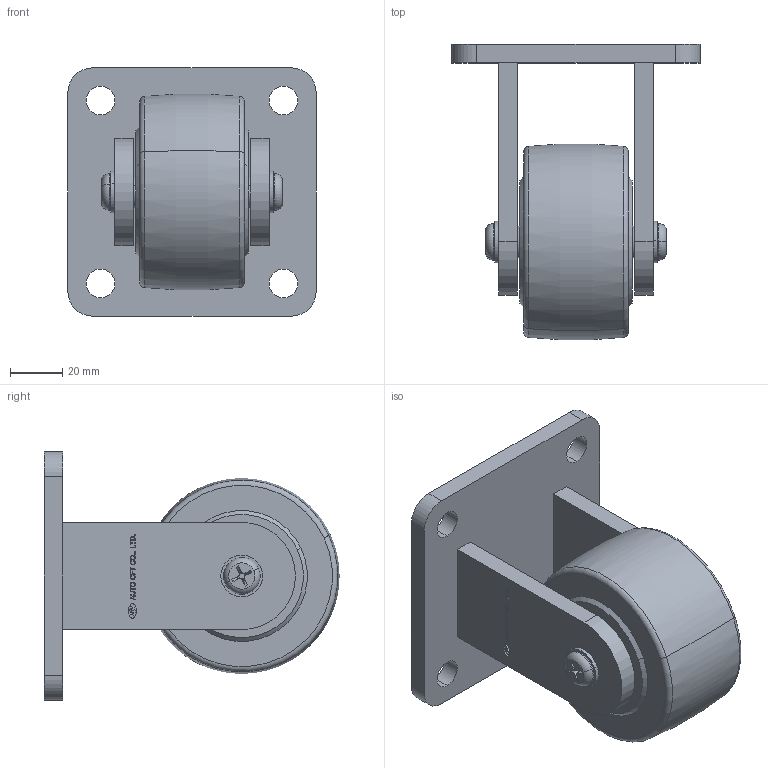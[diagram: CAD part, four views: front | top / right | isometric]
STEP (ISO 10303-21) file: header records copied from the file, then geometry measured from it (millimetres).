
FILE_DESCRIPTION (( 'STEP AP203' ), '1' );
FILE_NAME ('ACMM-75RF.STEP', '2015-09-11T02:55:06', ( 'WON SINCHUL' ), ( 'Hewlett-Packard Company' ), 'SwSTEP 2.0', 'SolidWorks 2015', '' );
FILE_SCHEMA (( 'CONFIG_CONTROL_DESIGN' ));
Length unit declared in the file: millimetre
Products named in the file (1): ACMM-75RF
Bounding box: 95 x 112.91 x 95 mm (x, y, z)
Volume: 252991.9 mm3; surface area: 63191.5 mm2
Topology: 6 solids, 6 shells, 721 faces, 1951 edges, 1299 vertices
Faces by surface type: bspline 444, plane 202, cylinder 57, torus 10, cone 8
Entity records: 34443 total; most frequent: CARTESIAN_POINT 19290, ORIENTED_EDGE 3898, EDGE_CURVE 1949, DIRECTION 1702, VERTEX_POINT 1299, VECTOR 890, LINE 890, B_SPLINE_CURVE_WITH_KNOTS 880
